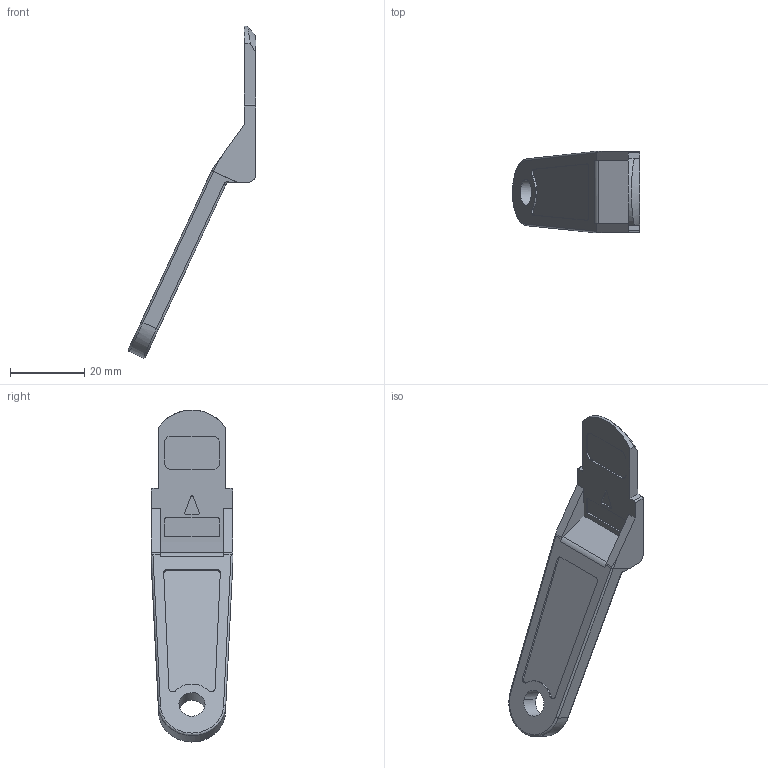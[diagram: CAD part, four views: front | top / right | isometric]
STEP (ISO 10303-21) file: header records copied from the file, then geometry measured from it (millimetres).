
FILE_DESCRIPTION((''),'2;1');
FILE_NAME('','2005-10-07T14:29:43',(''),(''),'','CADfix','');
FILE_SCHEMA(('AUTOMOTIVE_DESIGN'));
Length unit declared in the file: millimetre
Products named in the file (1): key_handle
Bounding box: 34.2 x 22 x 89.23 mm (x, y, z)
Volume: 7807.2 mm3; surface area: 5009.4 mm2
Topology: 1 solids, 1 shells, 87 faces, 232 edges, 150 vertices
Faces by surface type: bspline 87
Entity records: 2786 total; most frequent: CARTESIAN_POINT 1455, ORIENTED_EDGE 460, EDGE_CURVE 230, VERTEX_POINT 150, QUASI_UNIFORM_CURVE 141, EDGE_LOOP 94, FACE_OUTER_BOUND 87, ADVANCED_FACE 87
